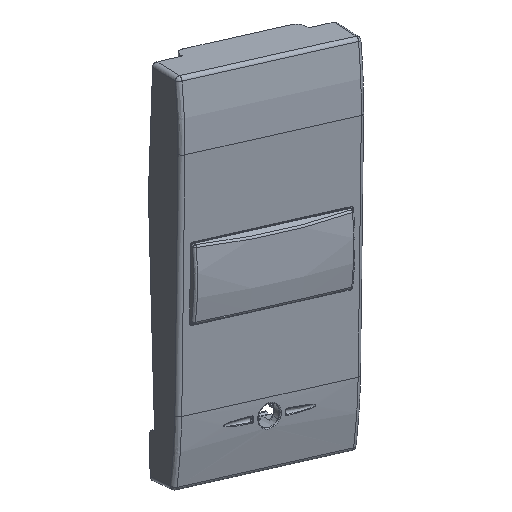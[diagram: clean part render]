
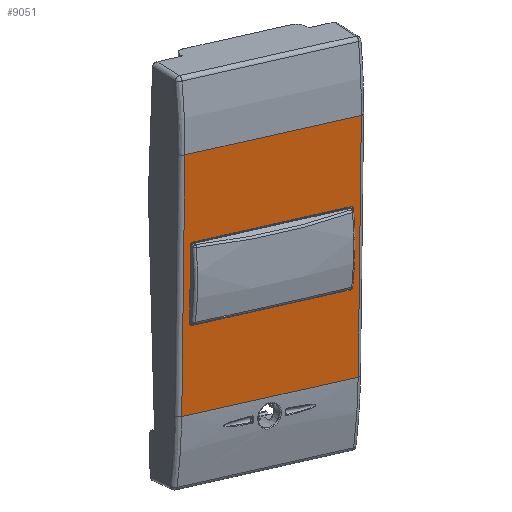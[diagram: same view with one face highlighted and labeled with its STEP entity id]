
A CAD part, top view. The second image highlights one B-rep face of the part: STEP entity #9051.
In plain terms, the highlighted face is planar.
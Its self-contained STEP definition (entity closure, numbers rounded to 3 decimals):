
#5813=CARTESIAN_POINT('Vertex',(13.969,10.53,8.875)) ;
#5847=CARTESIAN_POINT('Vertex',(-13.969,10.53,8.875)) ;
#5850=CARTESIAN_POINT('Line Origine',(0.033,10.53,8.875)) ;
#8074=CARTESIAN_POINT('Line Origine',(13.969,0.,8.875)) ;
#8078=CARTESIAN_POINT('Vertex',(13.969,-10.53,8.875)) ;
#8902=CARTESIAN_POINT('Axis2P3D Location',(-13.969,0.,8.875)) ;
#8907=CARTESIAN_POINT('Line Origine',(-13.969,0.,8.875)) ;
#8911=CARTESIAN_POINT('Vertex',(-13.969,-10.53,8.875)) ;
#8914=CARTESIAN_POINT('Line Origine',(0.,-10.53,8.875)) ;
#8926=CARTESIAN_POINT('Control Point',(-4.452,-9.427,8.875)) ;
#8927=CARTESIAN_POINT('Control Point',(-4.452,-9.446,8.875)) ;
#8928=CARTESIAN_POINT('Control Point',(-4.45,-9.465,8.875)) ;
#8929=CARTESIAN_POINT('Control Point',(-4.447,-9.483,8.875)) ;
#8930=CARTESIAN_POINT('Control Point',(-4.438,-9.52,8.875)) ;
#8931=CARTESIAN_POINT('Control Point',(-4.424,-9.555,8.875)) ;
#8932=CARTESIAN_POINT('Control Point',(-4.415,-9.572,8.875)) ;
#8933=CARTESIAN_POINT('Control Point',(-4.395,-9.605,8.875)) ;
#8934=CARTESIAN_POINT('Control Point',(-4.37,-9.633,8.875)) ;
#8935=CARTESIAN_POINT('Control Point',(-4.357,-9.647,8.875)) ;
#8936=CARTESIAN_POINT('Control Point',(-4.328,-9.671,8.875)) ;
#8937=CARTESIAN_POINT('Control Point',(-4.295,-9.691,8.875)) ;
#8938=CARTESIAN_POINT('Control Point',(-4.278,-9.7,8.875)) ;
#8939=CARTESIAN_POINT('Control Point',(-4.244,-9.714,8.875)) ;
#8940=CARTESIAN_POINT('Control Point',(-4.207,-9.722,8.875)) ;
#8941=CARTESIAN_POINT('Control Point',(-4.189,-9.725,8.875)) ;
#8942=CARTESIAN_POINT('Control Point',(-4.17,-9.727,8.875)) ;
#8943=CARTESIAN_POINT('Control Point',(-4.152,-9.727,8.875)) ;
#8944=CARTESIAN_POINT('Vertex',(-4.152,-9.727,8.875)) ;
#8946=CARTESIAN_POINT('Vertex',(-4.452,-9.427,8.875)) ;
#8949=CARTESIAN_POINT('Line Origine',(-4.452,0.,8.875)) ;
#8953=CARTESIAN_POINT('Vertex',(-4.452,9.427,8.875)) ;
#8957=CARTESIAN_POINT('Control Point',(-4.452,9.427,8.875)) ;
#8958=CARTESIAN_POINT('Control Point',(-4.452,9.446,8.875)) ;
#8959=CARTESIAN_POINT('Control Point',(-4.45,9.465,8.875)) ;
#8960=CARTESIAN_POINT('Control Point',(-4.447,9.483,8.875)) ;
#8961=CARTESIAN_POINT('Control Point',(-4.438,9.52,8.875)) ;
#8962=CARTESIAN_POINT('Control Point',(-4.424,9.555,8.875)) ;
#8963=CARTESIAN_POINT('Control Point',(-4.415,9.572,8.875)) ;
#8964=CARTESIAN_POINT('Control Point',(-4.395,9.605,8.875)) ;
#8965=CARTESIAN_POINT('Control Point',(-4.37,9.633,8.875)) ;
#8966=CARTESIAN_POINT('Control Point',(-4.357,9.647,8.875)) ;
#8967=CARTESIAN_POINT('Control Point',(-4.328,9.671,8.875)) ;
#8968=CARTESIAN_POINT('Control Point',(-4.295,9.691,8.875)) ;
#8969=CARTESIAN_POINT('Control Point',(-4.278,9.7,8.875)) ;
#8970=CARTESIAN_POINT('Control Point',(-4.244,9.714,8.875)) ;
#8971=CARTESIAN_POINT('Control Point',(-4.207,9.722,8.875)) ;
#8972=CARTESIAN_POINT('Control Point',(-4.189,9.725,8.875)) ;
#8973=CARTESIAN_POINT('Control Point',(-4.17,9.727,8.875)) ;
#8974=CARTESIAN_POINT('Control Point',(-4.152,9.727,8.875)) ;
#8975=CARTESIAN_POINT('Vertex',(-4.152,9.727,8.875)) ;
#8978=CARTESIAN_POINT('Line Origine',(0.,9.727,8.875)) ;
#8982=CARTESIAN_POINT('Vertex',(4.152,9.727,8.875)) ;
#8986=CARTESIAN_POINT('Control Point',(4.152,9.727,8.875)) ;
#8987=CARTESIAN_POINT('Control Point',(4.171,9.727,8.875)) ;
#8988=CARTESIAN_POINT('Control Point',(4.19,9.725,8.875)) ;
#8989=CARTESIAN_POINT('Control Point',(4.208,9.722,8.875)) ;
#8990=CARTESIAN_POINT('Control Point',(4.245,9.713,8.875)) ;
#8991=CARTESIAN_POINT('Control Point',(4.28,9.699,8.875)) ;
#8992=CARTESIAN_POINT('Control Point',(4.297,9.69,8.875)) ;
#8993=CARTESIAN_POINT('Control Point',(4.33,9.67,8.875)) ;
#8994=CARTESIAN_POINT('Control Point',(4.358,9.645,8.875)) ;
#8995=CARTESIAN_POINT('Control Point',(4.372,9.632,8.875)) ;
#8996=CARTESIAN_POINT('Control Point',(4.396,9.603,8.875)) ;
#8997=CARTESIAN_POINT('Control Point',(4.416,9.57,8.875)) ;
#8998=CARTESIAN_POINT('Control Point',(4.425,9.553,8.875)) ;
#8999=CARTESIAN_POINT('Control Point',(4.439,9.519,8.875)) ;
#9000=CARTESIAN_POINT('Control Point',(4.447,9.482,8.875)) ;
#9001=CARTESIAN_POINT('Control Point',(4.45,9.464,8.875)) ;
#9002=CARTESIAN_POINT('Control Point',(4.452,9.445,8.875)) ;
#9003=CARTESIAN_POINT('Control Point',(4.452,9.427,8.875)) ;
#9004=CARTESIAN_POINT('Vertex',(4.452,9.427,8.875)) ;
#9007=CARTESIAN_POINT('Line Origine',(4.452,0.,8.875)) ;
#9011=CARTESIAN_POINT('Vertex',(4.452,-9.427,8.875)) ;
#9015=CARTESIAN_POINT('Control Point',(4.152,-9.727,8.875)) ;
#9016=CARTESIAN_POINT('Control Point',(4.171,-9.727,8.875)) ;
#9017=CARTESIAN_POINT('Control Point',(4.19,-9.725,8.875)) ;
#9018=CARTESIAN_POINT('Control Point',(4.208,-9.722,8.875)) ;
#9019=CARTESIAN_POINT('Control Point',(4.245,-9.713,8.875)) ;
#9020=CARTESIAN_POINT('Control Point',(4.28,-9.699,8.875)) ;
#9021=CARTESIAN_POINT('Control Point',(4.297,-9.69,8.875)) ;
#9022=CARTESIAN_POINT('Control Point',(4.33,-9.67,8.875)) ;
#9023=CARTESIAN_POINT('Control Point',(4.358,-9.645,8.875)) ;
#9024=CARTESIAN_POINT('Control Point',(4.372,-9.632,8.875)) ;
#9025=CARTESIAN_POINT('Control Point',(4.396,-9.603,8.875)) ;
#9026=CARTESIAN_POINT('Control Point',(4.416,-9.57,8.875)) ;
#9027=CARTESIAN_POINT('Control Point',(4.425,-9.553,8.875)) ;
#9028=CARTESIAN_POINT('Control Point',(4.439,-9.519,8.875)) ;
#9029=CARTESIAN_POINT('Control Point',(4.447,-9.482,8.875)) ;
#9030=CARTESIAN_POINT('Control Point',(4.45,-9.464,8.875)) ;
#9031=CARTESIAN_POINT('Control Point',(4.452,-9.445,8.875)) ;
#9032=CARTESIAN_POINT('Control Point',(4.452,-9.427,8.875)) ;
#9033=CARTESIAN_POINT('Vertex',(4.152,-9.727,8.875)) ;
#9036=CARTESIAN_POINT('Line Origine',(0.,-9.727,8.875)) ;
#5851=DIRECTION('Vector Direction',(1.,0.,0.)) ;
#8075=DIRECTION('Vector Direction',(0.,1.,0.)) ;
#8903=DIRECTION('Axis2P3D Direction',(0.,0.,1.)) ;
#8904=DIRECTION('Axis2P3D XDirection',(1.,0.,0.)) ;
#8908=DIRECTION('Vector Direction',(0.,1.,0.)) ;
#8915=DIRECTION('Vector Direction',(-1.,0.,0.)) ;
#8950=DIRECTION('Vector Direction',(0.,-1.,0.)) ;
#8979=DIRECTION('Vector Direction',(-1.,0.,0.)) ;
#9008=DIRECTION('Vector Direction',(0.,-1.,0.)) ;
#9037=DIRECTION('Vector Direction',(1.,0.,0.)) ;
#8905=AXIS2_PLACEMENT_3D('Plane Axis2P3D',#8902,#8903,#8904) ;
#8920=ORIENTED_EDGE('',*,*,#8913,.F.) ;
#8921=ORIENTED_EDGE('',*,*,#8918,.T.) ;
#8922=ORIENTED_EDGE('',*,*,#8080,.T.) ;
#8923=ORIENTED_EDGE('',*,*,#5854,.F.) ;
#9042=ORIENTED_EDGE('',*,*,#8948,.T.) ;
#9043=ORIENTED_EDGE('',*,*,#8955,.T.) ;
#9044=ORIENTED_EDGE('',*,*,#8977,.T.) ;
#9045=ORIENTED_EDGE('',*,*,#8984,.T.) ;
#9046=ORIENTED_EDGE('',*,*,#9006,.T.) ;
#9047=ORIENTED_EDGE('',*,*,#9013,.F.) ;
#9048=ORIENTED_EDGE('',*,*,#9035,.T.) ;
#9049=ORIENTED_EDGE('',*,*,#9040,.F.) ;
#9050=FACE_BOUND('',#9041,.T.) ;
#5852=VECTOR('Line Direction',#5851,1.) ;
#8076=VECTOR('Line Direction',#8075,1.) ;
#8909=VECTOR('Line Direction',#8908,1.) ;
#8916=VECTOR('Line Direction',#8915,1.) ;
#8951=VECTOR('Line Direction',#8950,1.) ;
#8980=VECTOR('Line Direction',#8979,1.) ;
#9009=VECTOR('Line Direction',#9008,1.) ;
#9038=VECTOR('Line Direction',#9037,1.) ;
#9051=ADVANCED_FACE('PartBody',(#8924,#9050),#8906,.T.) ;
#8925=B_SPLINE_CURVE_WITH_KNOTS('',5,(#8926,#8927,#8928,#8929,#8930,#8931,#8932,#8933,#8934,#8935,#8936,#8937,#8938,#8939,#8940,#8941,#8942,#8943),.UNSPECIFIED.,.F.,.U.,(6,3,3,3,3,6),(0.,0.133,0.267,0.401,0.535,0.665),.UNSPECIFIED.) ;
#8956=B_SPLINE_CURVE_WITH_KNOTS('',5,(#8957,#8958,#8959,#8960,#8961,#8962,#8963,#8964,#8965,#8966,#8967,#8968,#8969,#8970,#8971,#8972,#8973,#8974),.UNSPECIFIED.,.F.,.U.,(6,3,3,3,3,6),(0.,0.133,0.267,0.401,0.535,0.665),.UNSPECIFIED.) ;
#8985=B_SPLINE_CURVE_WITH_KNOTS('',5,(#8986,#8987,#8988,#8989,#8990,#8991,#8992,#8993,#8994,#8995,#8996,#8997,#8998,#8999,#9000,#9001,#9002,#9003),.UNSPECIFIED.,.F.,.U.,(6,3,3,3,3,6),(0.,0.133,0.267,0.401,0.535,0.665),.UNSPECIFIED.) ;
#9014=B_SPLINE_CURVE_WITH_KNOTS('',5,(#9015,#9016,#9017,#9018,#9019,#9020,#9021,#9022,#9023,#9024,#9025,#9026,#9027,#9028,#9029,#9030,#9031,#9032),.UNSPECIFIED.,.F.,.U.,(6,3,3,3,3,6),(0.,0.133,0.267,0.401,0.535,0.665),.UNSPECIFIED.) ;
#5854=EDGE_CURVE('',#5848,#5814,#5853,.T.) ;
#8080=EDGE_CURVE('',#8079,#5814,#8077,.T.) ;
#8913=EDGE_CURVE('',#8912,#5848,#8910,.T.) ;
#8918=EDGE_CURVE('',#8912,#8079,#8917,.F.) ;
#8948=EDGE_CURVE('',#8945,#8947,#8925,.F.) ;
#8955=EDGE_CURVE('',#8947,#8954,#8952,.F.) ;
#8977=EDGE_CURVE('',#8954,#8976,#8956,.T.) ;
#8984=EDGE_CURVE('',#8976,#8983,#8981,.F.) ;
#9006=EDGE_CURVE('',#8983,#9005,#8985,.T.) ;
#9013=EDGE_CURVE('',#9012,#9005,#9010,.F.) ;
#9035=EDGE_CURVE('',#9012,#9034,#9014,.F.) ;
#9040=EDGE_CURVE('',#8945,#9034,#9039,.T.) ;
#8919=EDGE_LOOP('',(#8920,#8921,#8922,#8923)) ;
#9041=EDGE_LOOP('',(#9042,#9043,#9044,#9045,#9046,#9047,#9048,#9049)) ;
#8924=FACE_OUTER_BOUND('',#8919,.T.) ;
#5853=LINE('Line',#5850,#5852) ;
#8077=LINE('Line',#8074,#8076) ;
#8910=LINE('Line',#8907,#8909) ;
#8917=LINE('Line',#8914,#8916) ;
#8952=LINE('Line',#8949,#8951) ;
#8981=LINE('Line',#8978,#8980) ;
#9010=LINE('Line',#9007,#9009) ;
#9039=LINE('Line',#9036,#9038) ;
#8906=PLANE('',#8905) ;
#5814=VERTEX_POINT('',#5813) ;
#5848=VERTEX_POINT('',#5847) ;
#8079=VERTEX_POINT('',#8078) ;
#8912=VERTEX_POINT('',#8911) ;
#8945=VERTEX_POINT('',#8944) ;
#8947=VERTEX_POINT('',#8946) ;
#8954=VERTEX_POINT('',#8953) ;
#8976=VERTEX_POINT('',#8975) ;
#8983=VERTEX_POINT('',#8982) ;
#9005=VERTEX_POINT('',#9004) ;
#9012=VERTEX_POINT('',#9011) ;
#9034=VERTEX_POINT('',#9033) ;
